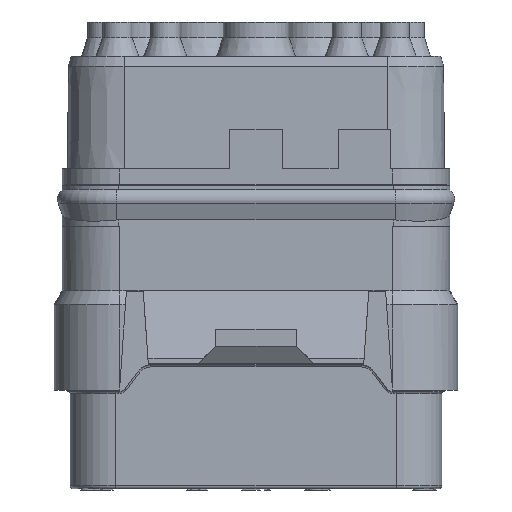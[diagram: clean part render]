
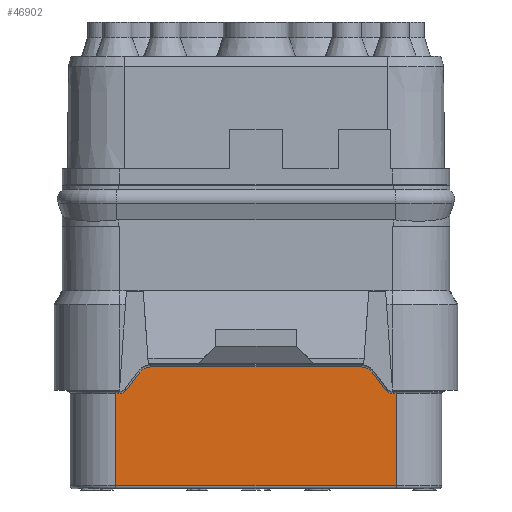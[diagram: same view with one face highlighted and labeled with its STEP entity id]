
A CAD part, front view. The second image highlights one B-rep face of the part: STEP entity #46902.
In plain terms, the highlighted planar face has unit normal (0, -1, 0).
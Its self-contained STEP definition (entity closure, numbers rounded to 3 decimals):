
#5568=DIRECTION('',(0.,0.,-1.));
#5569=VECTOR('',#5568,3.42);
#5570=CARTESIAN_POINT('',(-5.2,-5.875,-8.359));
#5571=LINE('',#5570,#5569);
#7867=DIRECTION('',(-1.,0.,0.));
#7868=VECTOR('',#7867,10.4);
#7869=CARTESIAN_POINT('',(5.2,-5.875,-11.779));
#7870=LINE('',#7869,#7868);
#7871=DIRECTION('',(-1.,0.,0.));
#7872=VECTOR('',#7871,0.1);
#7873=CARTESIAN_POINT('',(-5.1,-5.875,-8.359));
#7874=LINE('',#7873,#7872);
#7875=CARTESIAN_POINT('',(-5.1,-5.875,-7.979));
#7876=DIRECTION('',(0.,1.,0.));
#7877=DIRECTION('',(0.8,0.,-0.6));
#7878=AXIS2_PLACEMENT_3D('',#7875,#7876,#7877);
#7880=DIRECTION('',(-0.6,0.,-0.8));
#7881=VECTOR('',#7880,0.8);
#7882=CARTESIAN_POINT('',(-4.316,-5.875,-7.567));
#7883=LINE('',#7882,#7881);
#7884=CARTESIAN_POINT('',(-3.9,-5.875,-7.879));
#7885=DIRECTION('',(0.,-1.,0.));
#7886=DIRECTION('',(0.,0.,1.));
#7887=AXIS2_PLACEMENT_3D('',#7884,#7885,#7886);
#7889=DIRECTION('',(-1.,0.,0.));
#7890=VECTOR('',#7889,7.8);
#7891=CARTESIAN_POINT('',(3.9,-5.875,-7.359));
#7892=LINE('',#7891,#7890);
#7893=CARTESIAN_POINT('',(3.9,-5.875,-7.879));
#7894=DIRECTION('',(0.,-1.,0.));
#7895=DIRECTION('',(0.8,0.,0.6));
#7896=AXIS2_PLACEMENT_3D('',#7893,#7894,#7895);
#7898=DIRECTION('',(-0.6,0.,0.8));
#7899=VECTOR('',#7898,0.8);
#7900=CARTESIAN_POINT('',(4.796,-5.875,-8.207));
#7901=LINE('',#7900,#7899);
#7902=CARTESIAN_POINT('',(5.1,-5.875,-7.979));
#7903=DIRECTION('',(0.,1.,0.));
#7904=DIRECTION('',(0.,0.,-1.));
#7905=AXIS2_PLACEMENT_3D('',#7902,#7903,#7904);
#7907=DIRECTION('',(-1.,0.,0.));
#7908=VECTOR('',#7907,0.1);
#7909=CARTESIAN_POINT('',(5.2,-5.875,-8.359));
#7910=LINE('',#7909,#7908);
#7911=DIRECTION('',(0.,0.,-1.));
#7912=VECTOR('',#7911,3.42);
#7913=CARTESIAN_POINT('',(5.2,-5.875,-8.359));
#7914=LINE('',#7913,#7912);
#33871=CARTESIAN_POINT('',(5.2,-5.875,-8.359));
#33872=CARTESIAN_POINT('',(5.1,-5.875,-8.359));
#33873=VERTEX_POINT('',#33871);
#33874=VERTEX_POINT('',#33872);
#33877=CARTESIAN_POINT('',(4.796,-5.875,-8.207));
#33878=VERTEX_POINT('',#33877);
#33881=CARTESIAN_POINT('',(4.316,-5.875,-7.567));
#33882=VERTEX_POINT('',#33881);
#33885=CARTESIAN_POINT('',(3.9,-5.875,-7.359));
#33886=VERTEX_POINT('',#33885);
#33889=CARTESIAN_POINT('',(-3.9,-5.875,-7.359));
#33890=VERTEX_POINT('',#33889);
#33893=CARTESIAN_POINT('',(-4.316,-5.875,-7.567));
#33894=VERTEX_POINT('',#33893);
#33897=CARTESIAN_POINT('',(-4.796,-5.875,-8.207));
#33898=VERTEX_POINT('',#33897);
#33901=CARTESIAN_POINT('',(-5.1,-5.875,-8.359));
#33902=VERTEX_POINT('',#33901);
#33905=CARTESIAN_POINT('',(-5.2,-5.875,-8.359));
#33906=VERTEX_POINT('',#33905);
#34037=CARTESIAN_POINT('',(5.2,-5.875,-11.779));
#34038=CARTESIAN_POINT('',(-5.2,-5.875,-11.779));
#34039=VERTEX_POINT('',#34037);
#34040=VERTEX_POINT('',#34038);
#46882=CARTESIAN_POINT('',(5.2,-5.875,-8.279));
#46883=DIRECTION('',(0.,-1.,0.));
#46884=DIRECTION('',(-1.,0.,0.));
#46885=AXIS2_PLACEMENT_3D('',#46882,#46883,#46884);
#46886=PLANE('',#46885);
#46887=ORIENTED_EDGE('',*,*,#46875,.T.);
#46888=ORIENTED_EDGE('',*,*,#45643,.F.);
#46889=ORIENTED_EDGE('',*,*,#45084,.F.);
#46890=ORIENTED_EDGE('',*,*,#45100,.F.);
#46891=ORIENTED_EDGE('',*,*,#45141,.F.);
#46892=ORIENTED_EDGE('',*,*,#45156,.F.);
#46893=ORIENTED_EDGE('',*,*,#45197,.F.);
#46894=ORIENTED_EDGE('',*,*,#45212,.F.);
#46895=ORIENTED_EDGE('',*,*,#45253,.F.);
#46896=ORIENTED_EDGE('',*,*,#45268,.F.);
#46897=ORIENTED_EDGE('',*,*,#45321,.F.);
#46899=ORIENTED_EDGE('',*,*,#46898,.T.);
#46900=EDGE_LOOP('',(#46887,#46888,#46889,#46890,#46891,#46892,#46893,#46894,
#46895,#46896,#46897,#46899));
#46901=FACE_OUTER_BOUND('',#46900,.F.);
#46902=ADVANCED_FACE('',(#46901),#46886,.T.);
#7879=CIRCLE('',#7878,0.38);
#7888=CIRCLE('',#7887,0.52);
#7897=CIRCLE('',#7896,0.52);
#7906=CIRCLE('',#7905,0.38);
#45084=EDGE_CURVE('',#33902,#33906,#7874,.T.);
#45100=EDGE_CURVE('',#33898,#33902,#7879,.T.);
#45141=EDGE_CURVE('',#33894,#33898,#7883,.T.);
#45156=EDGE_CURVE('',#33890,#33894,#7888,.T.);
#45197=EDGE_CURVE('',#33886,#33890,#7892,.T.);
#45212=EDGE_CURVE('',#33882,#33886,#7897,.T.);
#45253=EDGE_CURVE('',#33878,#33882,#7901,.T.);
#45268=EDGE_CURVE('',#33874,#33878,#7906,.T.);
#45321=EDGE_CURVE('',#33873,#33874,#7910,.T.);
#45643=EDGE_CURVE('',#33906,#34040,#5571,.T.);
#46875=EDGE_CURVE('',#34039,#34040,#7870,.T.);
#46898=EDGE_CURVE('',#33873,#34039,#7914,.T.);
